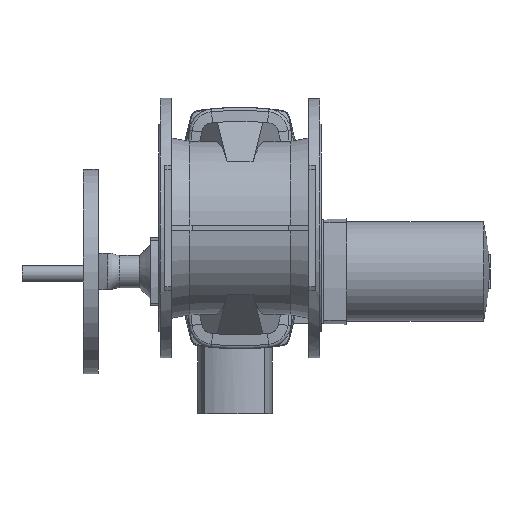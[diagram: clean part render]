
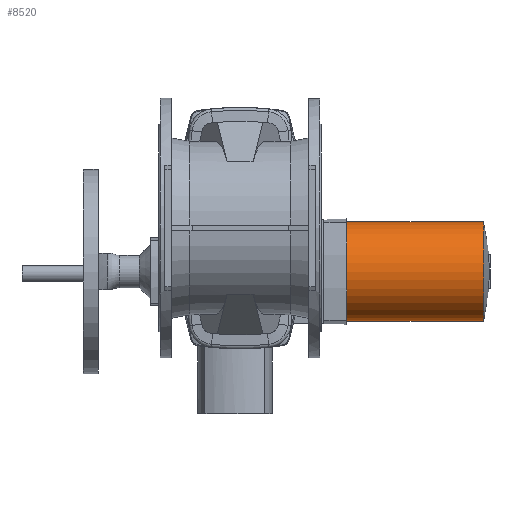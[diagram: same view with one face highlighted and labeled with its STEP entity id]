
A CAD part, front view. The second image highlights one B-rep face of the part: STEP entity #8520.
In plain terms, the highlighted cylindrical face has radius 76.5 mm (diameter 153 mm), a full revolution.
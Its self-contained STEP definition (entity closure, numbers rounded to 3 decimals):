
#533 = CIRCLE ( 'NONE', #888, 76.5 ) ;
#536 = CIRCLE ( 'NONE', #889, 76.5 ) ;
#647 = FACE_OUTER_BOUND ( 'NONE', #7235, .T. ) ;
#656 = FACE_OUTER_BOUND ( 'NONE', #7238, .T. ) ;
#659 = CYLINDRICAL_SURFACE ( 'NONE', #951, 76.5 ) ;
#791 = VERTEX_POINT ( 'NONE', #2908 ) ;
#792 = VERTEX_POINT ( 'NONE', #2909 ) ;
#888 = AXIS2_PLACEMENT_3D ( 'NONE', #1709, #1710, #1711 ) ;
#889 = AXIS2_PLACEMENT_3D ( 'NONE', #1713, #1714, #1715 ) ;
#951 = AXIS2_PLACEMENT_3D ( 'NONE', #2563, #2564, #2561 ) ;
#1709 = CARTESIAN_POINT ( 'NONE',  ( 375., 645., -67. ) ) ;
#1710 = DIRECTION ( 'NONE',  ( 1., 0., 0. ) ) ;
#1711 = DIRECTION ( 'NONE',  ( 0., 0., -1. ) ) ;
#1713 = CARTESIAN_POINT ( 'NONE',  ( 164., 645., -67. ) ) ;
#1714 = DIRECTION ( 'NONE',  ( 1., 0., 0. ) ) ;
#1715 = DIRECTION ( 'NONE',  ( 0., 0., -1. ) ) ;
#2561 = DIRECTION ( 'NONE',  ( 0., 0., 1. ) ) ;
#2563 = CARTESIAN_POINT ( 'NONE',  ( 375., 645., -67. ) ) ;
#2564 = DIRECTION ( 'NONE',  ( -1., 0., 0. ) ) ;
#2908 = CARTESIAN_POINT ( 'NONE',  ( 375., 645., -143.5 ) ) ;
#2909 = CARTESIAN_POINT ( 'NONE',  ( 164., 645., -143.5 ) ) ;
#6120 = ORIENTED_EDGE ( 'NONE', *, *, #7612, .F. ) ;
#6121 = ORIENTED_EDGE ( 'NONE', *, *, #7613, .T. ) ;
#7235 = EDGE_LOOP ( 'NONE', ( #6121 ) ) ;
#7238 = EDGE_LOOP ( 'NONE', ( #6120 ) ) ;
#7612 = EDGE_CURVE ( 'NONE', #791, #791, #533, .T. ) ;
#7613 = EDGE_CURVE ( 'NONE', #792, #792, #536, .T. ) ;
#8520 = ADVANCED_FACE ( 'NONE', ( #656, #647 ), #659, .T. ) ;
